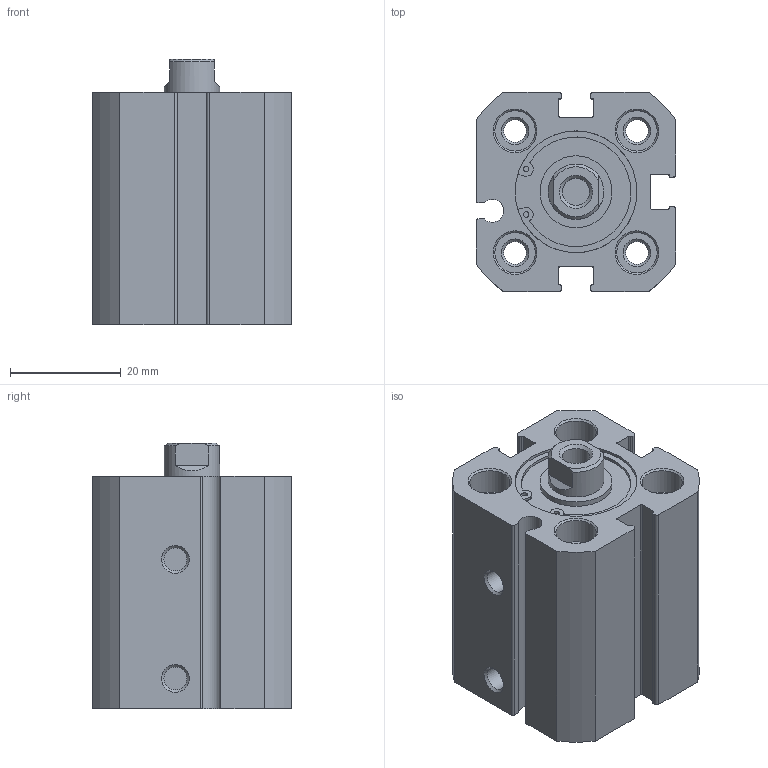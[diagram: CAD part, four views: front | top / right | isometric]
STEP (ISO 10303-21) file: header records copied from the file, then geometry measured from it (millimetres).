
FILE_DESCRIPTION( ( 'STEP AP203' ), '1' );
FILE_NAME( 'SF20X5()(00).stp', '2021-10-12T02:10:53', ( 'License CC BY-ND 4.0' ), ( 'CADENAS' ), ' ', 'PARTsolutions', ' ' );
FILE_SCHEMA( ( 'CONFIG_CONTROL_DESIGN' ) );
Length unit declared in the file: millimetre
Products named in the file (3): SF20X5()(00); _SF20X5()(_body) ; _SF20X5(rod-0)
Assembly tree (2 placements, depth 2):
  SF20X5()(00)
    _SF20X5()(_body) 
    _SF20X5(rod-0)
Bounding box: 36 x 36 x 48 mm (x, y, z)
Volume: 43727.8 mm3; surface area: 16455.1 mm2
Topology: 2 solids, 2 shells, 144 faces, 345 edges, 223 vertices
Faces by surface type: cylinder 61, plane 60, cone 23
Full cylindrical faces by diameter (mm): 1 x2, 4.134 x6, 4.917 x1, 7.3 x8, 10 x2, 13 x1, 20 x2, 22 x1
Entity records: 4100 total; most frequent: DIRECTION 738, CARTESIAN_POINT 679, ORIENTED_EDGE 598, EDGE_CURVE 299, AXIS2_PLACEMENT_3D 296, VERTEX_POINT 221, EDGE_LOOP 214, FACE_OUTER_BOUND 167
